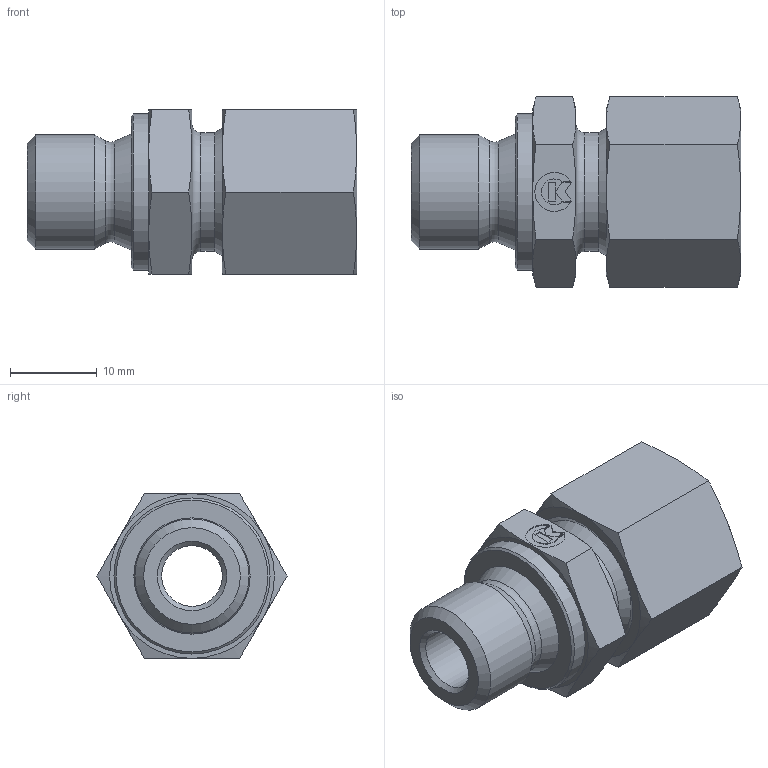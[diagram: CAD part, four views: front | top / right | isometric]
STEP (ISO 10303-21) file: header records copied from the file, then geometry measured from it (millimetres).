
FILE_DESCRIPTION((''),'2;1');
FILE_NAME('041102816.stp','2013-10-29T13:04:24',('User'),(''),'Autodesk Inventor 2012','Autodesk Inventor 2012','');
FILE_SCHEMA(('AUTOMOTIVE_DESIGN { 1 0 10303 214 1 1 1 1 }'));
Length unit declared in the file: millimetre
Products named in the file (4): 041102816; 031102816; 40110; 3911016
Assembly tree (3 placements, depth 2):
  041102816
    031102816
    40110
    3911016
Bounding box: 38 x 21.94 x 19 mm (x, y, z)
Volume: 7116.7 mm3; surface area: 5571.2 mm2
Topology: 3 solids, 3 shells, 108 faces, 239 edges, 145 vertices
Faces by surface type: plane 52, cone 39, cylinder 15, torus 2
Full cylindrical faces by diameter (mm): 7 x1, 10 x3, 12.3 x1, 13.157 x1, 13.7 x1, 14 x1, 14.376 x1, 16 x1, 18 x1
Entity records: 2860 total; most frequent: CARTESIAN_POINT 565, DIRECTION 460, ORIENTED_EDGE 420, EDGE_CURVE 210, AXIS2_PLACEMENT_3D 183, EDGE_LOOP 150, VERTEX_POINT 144, FACE_OUTER_BOUND 108
